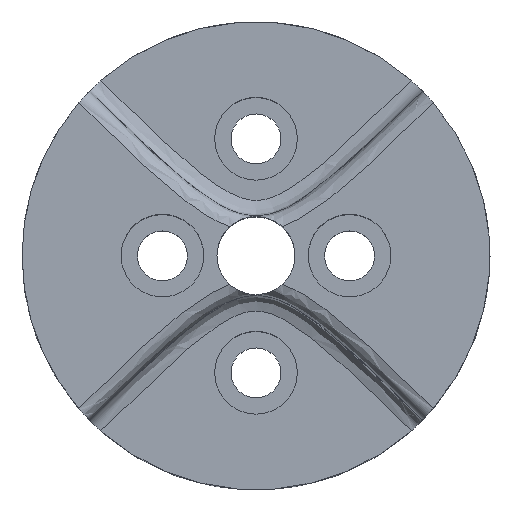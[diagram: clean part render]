
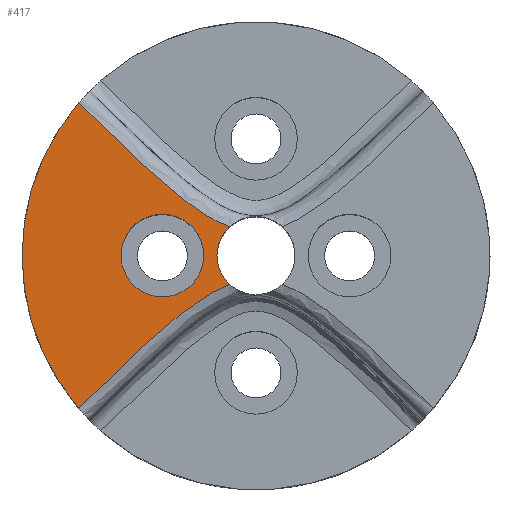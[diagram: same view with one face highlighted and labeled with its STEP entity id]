
A CAD part, top view. The second image highlights one B-rep face of the part: STEP entity #417.
In plain terms, the highlighted planar face has unit normal (0, 0, 1).
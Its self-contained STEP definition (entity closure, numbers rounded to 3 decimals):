
#58=B_SPLINE_CURVE_WITH_KNOTS('',3,(#1156,#1157,#1158,#1159,#1160,#1161,
#1162,#1163,#1164),.UNSPECIFIED.,.F.,.F.,(4,1,1,1,1,1,4),(-1.264,
-1.231,-1.128,-1.026,-0.82,
-0.41,-0.004),.UNSPECIFIED.);
#65=B_SPLINE_CURVE_WITH_KNOTS('',3,(#1341,#1342,#1343,#1344,#1345,#1346,
#1347,#1348),.UNSPECIFIED.,.F.,.F.,(4,1,1,1,1,4),(-2.867,-2.461,
-2.051,-1.846,-1.641,-1.607),
 .UNSPECIFIED.);
#86=FACE_BOUND('',#132,.T.);
#99=FACE_OUTER_BOUND('',#131,.T.);
#131=EDGE_LOOP('',(#311,#312,#313,#314,#315,#316));
#132=EDGE_LOOP('',(#317));
#165=CIRCLE('',#464,2.5);
#166=CIRCLE('',#465,2.5);
#167=CIRCLE('',#466,15.);
#168=CIRCLE('',#467,15.);
#169=CIRCLE('',#468,2.65);
#198=VERTEX_POINT('',#1122);
#199=VERTEX_POINT('',#1155);
#203=VERTEX_POINT('',#1336);
#204=VERTEX_POINT('',#1338);
#205=VERTEX_POINT('',#1340);
#206=VERTEX_POINT('',#1349);
#207=VERTEX_POINT('',#1352);
#240=EDGE_CURVE('',#198,#199,#58,.T.);
#247=EDGE_CURVE('',#198,#203,#165,.T.);
#248=EDGE_CURVE('',#203,#204,#166,.T.);
#249=EDGE_CURVE('',#205,#204,#65,.T.);
#250=EDGE_CURVE('',#205,#206,#167,.T.);
#251=EDGE_CURVE('',#206,#199,#168,.T.);
#252=EDGE_CURVE('',#207,#207,#169,.T.);
#311=ORIENTED_EDGE('',*,*,#240,.F.);
#312=ORIENTED_EDGE('',*,*,#247,.T.);
#313=ORIENTED_EDGE('',*,*,#248,.T.);
#314=ORIENTED_EDGE('',*,*,#249,.F.);
#315=ORIENTED_EDGE('',*,*,#250,.T.);
#316=ORIENTED_EDGE('',*,*,#251,.T.);
#317=ORIENTED_EDGE('',*,*,#252,.T.);
#404=PLANE('',#463);
#417=ADVANCED_FACE('',(#99,#86),#404,.T.);
#463=AXIS2_PLACEMENT_3D('',#1335,#526,#527);
#464=AXIS2_PLACEMENT_3D('',#1337,#528,#529);
#465=AXIS2_PLACEMENT_3D('',#1339,#530,#531);
#466=AXIS2_PLACEMENT_3D('',#1350,#532,#533);
#467=AXIS2_PLACEMENT_3D('',#1351,#534,#535);
#468=AXIS2_PLACEMENT_3D('',#1353,#536,#537);
#526=DIRECTION('center_axis',(0.,0.,1.));
#527=DIRECTION('ref_axis',(-1.,0.,0.));
#528=DIRECTION('center_axis',(0.,0.,-1.));
#529=DIRECTION('ref_axis',(-1.,0.,0.));
#530=DIRECTION('center_axis',(0.,0.,-1.));
#531=DIRECTION('ref_axis',(-1.,0.,0.));
#532=DIRECTION('center_axis',(0.,0.,1.));
#533=DIRECTION('ref_axis',(-1.,0.,0.));
#534=DIRECTION('center_axis',(0.,0.,1.));
#535=DIRECTION('ref_axis',(-1.,0.,0.));
#536=DIRECTION('center_axis',(0.,0.,-1.));
#537=DIRECTION('ref_axis',(-1.,0.,0.));
#1122=CARTESIAN_POINT('',(-1.68,-1.851,17.));
#1155=CARTESIAN_POINT('',(-11.356,-9.8,17.));
#1156=CARTESIAN_POINT('Ctrl Pts',(-1.68,-1.852,17.));
#1157=CARTESIAN_POINT('Ctrl Pts',(-1.786,-1.889,17.));
#1158=CARTESIAN_POINT('Ctrl Pts',(-2.212,-2.051,17.));
#1159=CARTESIAN_POINT('Ctrl Pts',(-2.922,-2.409,17.));
#1160=CARTESIAN_POINT('Ctrl Pts',(-4.078,-3.143,17.));
#1161=CARTESIAN_POINT('Ctrl Pts',(-5.962,-4.623,17.));
#1162=CARTESIAN_POINT('Ctrl Pts',(-8.46,-6.937,17.));
#1163=CARTESIAN_POINT('Ctrl Pts',(-10.398,-8.843,17.));
#1164=CARTESIAN_POINT('Ctrl Pts',(-11.356,-9.8,17.));
#1335=CARTESIAN_POINT('Origin',(0.,0.,17.));
#1336=CARTESIAN_POINT('',(-2.5,0.,17.));
#1337=CARTESIAN_POINT('Origin',(0.,0.,17.));
#1338=CARTESIAN_POINT('',(-1.68,1.851,17.));
#1339=CARTESIAN_POINT('Origin',(0.,0.,17.));
#1340=CARTESIAN_POINT('',(-11.356,9.8,17.));
#1341=CARTESIAN_POINT('Ctrl Pts',(-11.356,9.8,17.));
#1342=CARTESIAN_POINT('Ctrl Pts',(-10.398,8.843,17.));
#1343=CARTESIAN_POINT('Ctrl Pts',(-8.46,6.936,17.));
#1344=CARTESIAN_POINT('Ctrl Pts',(-5.964,4.621,17.));
#1345=CARTESIAN_POINT('Ctrl Pts',(-3.807,2.933,17.));
#1346=CARTESIAN_POINT('Ctrl Pts',(-2.534,2.171,17.));
#1347=CARTESIAN_POINT('Ctrl Pts',(-1.786,1.889,17.));
#1348=CARTESIAN_POINT('Ctrl Pts',(-1.68,1.852,17.));
#1349=CARTESIAN_POINT('',(-15.,0.,17.));
#1350=CARTESIAN_POINT('Origin',(0.,0.,17.));
#1351=CARTESIAN_POINT('Origin',(0.,0.,17.));
#1352=CARTESIAN_POINT('',(-3.35,0.,17.));
#1353=CARTESIAN_POINT('Origin',(-6.,0.,17.));
